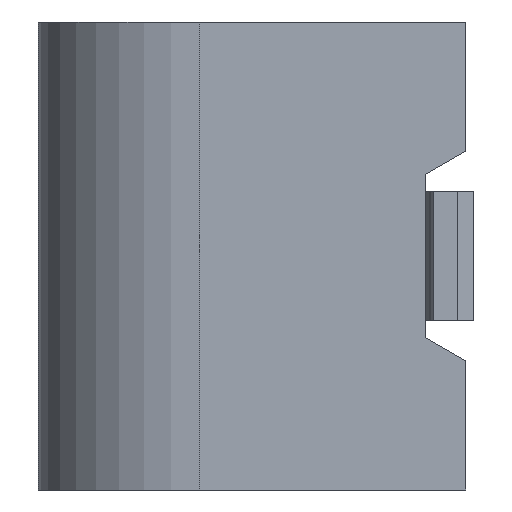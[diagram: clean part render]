
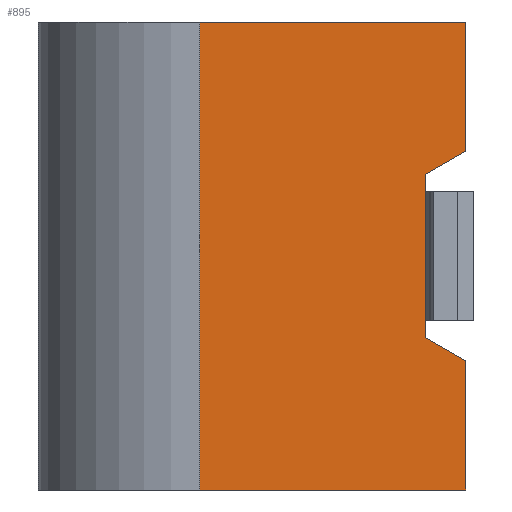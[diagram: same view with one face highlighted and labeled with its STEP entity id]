
A CAD part, left-side view. The second image highlights one B-rep face of the part: STEP entity #895.
In plain terms, the highlighted planar face has unit normal (-1, 0, 0).
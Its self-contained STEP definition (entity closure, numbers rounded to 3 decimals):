
#30=PLANE('',#969);
#163=ORIENTED_EDGE('',*,*,#371,.T.);
#164=ORIENTED_EDGE('',*,*,#404,.T.);
#165=ORIENTED_EDGE('',*,*,#355,.F.);
#166=ORIENTED_EDGE('',*,*,#394,.F.);
#167=ORIENTED_EDGE('',*,*,#407,.T.);
#168=ORIENTED_EDGE('',*,*,#397,.T.);
#169=ORIENTED_EDGE('',*,*,#359,.F.);
#170=ORIENTED_EDGE('',*,*,#406,.T.);
#355=EDGE_CURVE('',#485,#486,#571,.T.);
#359=EDGE_CURVE('',#489,#490,#575,.T.);
#371=EDGE_CURVE('',#502,#501,#587,.T.);
#394=EDGE_CURVE('',#519,#485,#601,.T.);
#397=EDGE_CURVE('',#521,#490,#604,.T.);
#404=EDGE_CURVE('',#501,#486,#608,.T.);
#406=EDGE_CURVE('',#489,#502,#610,.T.);
#407=EDGE_CURVE('',#519,#521,#611,.T.);
#485=VERTEX_POINT('',#1307);
#486=VERTEX_POINT('',#1309);
#489=VERTEX_POINT('',#1316);
#490=VERTEX_POINT('',#1318);
#501=VERTEX_POINT('',#1341);
#502=VERTEX_POINT('',#1343);
#519=VERTEX_POINT('',#1395);
#521=VERTEX_POINT('',#1402);
#571=LINE('',#1308,#665);
#575=LINE('',#1317,#669);
#587=LINE('',#1342,#681);
#601=LINE('',#1396,#695);
#604=LINE('',#1401,#698);
#608=LINE('',#1414,#702);
#610=LINE('',#1417,#704);
#611=LINE('',#1419,#705);
#665=VECTOR('',#1041,1000.);
#669=VECTOR('',#1047,1000.);
#681=VECTOR('',#1061,1000.);
#695=VECTOR('',#1095,1000.);
#698=VECTOR('',#1100,1000.);
#702=VECTOR('',#1112,1000.);
#704=VECTOR('',#1116,1000.);
#705=VECTOR('',#1119,1000.);
#768=EDGE_LOOP('',(#163,#164,#165,#166,#167,#168,#169,#170));
#824=FACE_BOUND('',#768,.T.);
#895=ADVANCED_FACE('',(#824),#30,.F.);
#969=AXIS2_PLACEMENT_3D('',#1421,#1121,#1122);
#1041=DIRECTION('',(0.,0.,-1.));
#1047=DIRECTION('',(0.,0.,-1.));
#1061=DIRECTION('',(0.,0.,1.));
#1095=DIRECTION('',(0.,-1.,0.));
#1100=DIRECTION('',(0.,-1.,0.));
#1112=DIRECTION('',(0.,-0.866,0.5));
#1116=DIRECTION('',(0.,0.866,0.5));
#1119=DIRECTION('',(0.,0.,-1.));
#1121=DIRECTION('',(1.,0.,0.));
#1122=DIRECTION('',(0.,0.,-1.));
#1307=CARTESIAN_POINT('',(-7.4,0.,2.9));
#1308=CARTESIAN_POINT('',(-7.4,0.,2.9));
#1309=CARTESIAN_POINT('',(-7.4,0.,2.1));
#1316=CARTESIAN_POINT('',(-7.4,0.,0.8));
#1317=CARTESIAN_POINT('',(-7.4,0.,2.9));
#1318=CARTESIAN_POINT('',(-7.4,0.,0.));
#1341=CARTESIAN_POINT('',(-7.4,0.25,1.956));
#1342=CARTESIAN_POINT('',(-7.4,0.25,0.944));
#1343=CARTESIAN_POINT('',(-7.4,0.25,0.944));
#1395=CARTESIAN_POINT('',(-7.4,1.65,2.9));
#1396=CARTESIAN_POINT('',(-7.4,1.65,2.9));
#1401=CARTESIAN_POINT('',(-7.4,1.65,0.));
#1402=CARTESIAN_POINT('',(-7.4,1.65,0.));
#1414=CARTESIAN_POINT('',(-7.4,0.25,1.956));
#1417=CARTESIAN_POINT('',(-7.4,0.,0.8));
#1419=CARTESIAN_POINT('',(-7.4,1.65,2.9));
#1421=CARTESIAN_POINT('',(-7.4,1.65,2.9));
